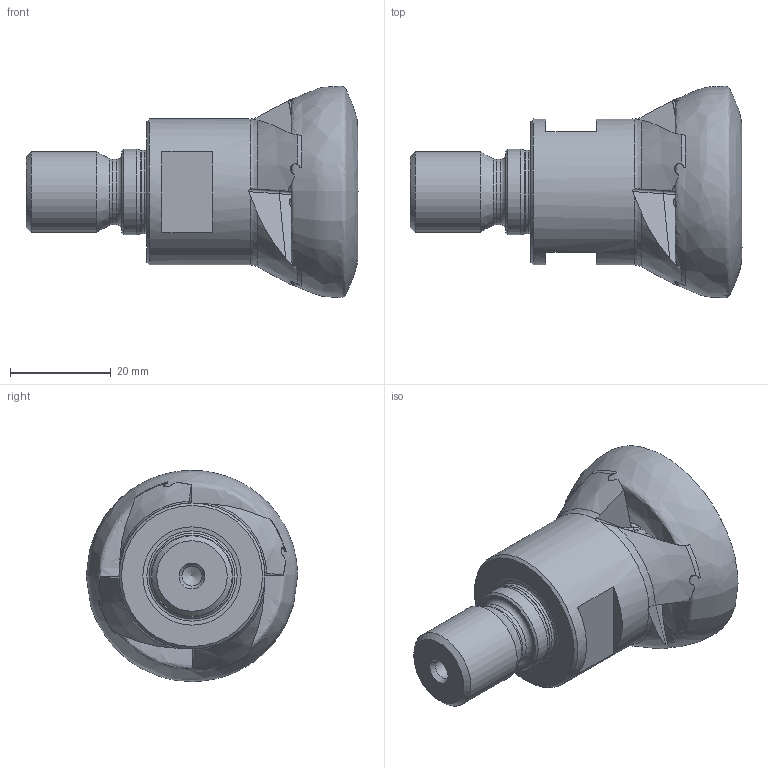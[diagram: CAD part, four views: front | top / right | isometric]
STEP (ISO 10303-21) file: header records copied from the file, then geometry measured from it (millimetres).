
FILE_DESCRIPTION (( 'STEP AP214' ), '1' );
FILE_NAME ('ESF-42-M16-12-4.STEP', '2013-10-31T13:51:10', ( '' ), ( '' ), 'SwSTEP 2.0', 'SolidWorks 2013', '' );
FILE_SCHEMA (( 'AUTOMOTIVE_DESIGN' ));
Length unit declared in the file: millimetre
Products named in the file (1): ESF-42-M16-12-4
Bounding box: 65.94 x 41.96 x 41.96 mm (x, y, z)
Volume: 37619.7 mm3; surface area: 9621.8 mm2
Topology: 1 solids, 5 shells, 213 faces, 565 edges, 362 vertices
Faces by surface type: plane 87, cylinder 51, cone 36, bspline 26, torus 13
Full cylindrical faces by diameter (mm): 3 x4, 4 x1, 13 x1, 16 x1, 16.558 x1, 17 x2, 29 x1
Entity records: 10099 total; most frequent: CARTESIAN_POINT 5467, ORIENTED_EDGE 1046, DIRECTION 778, EDGE_CURVE 523, VERTEX_POINT 347, AXIS2_PLACEMENT_3D 319, EDGE_LOOP 246, FACE_OUTER_BOUND 229
